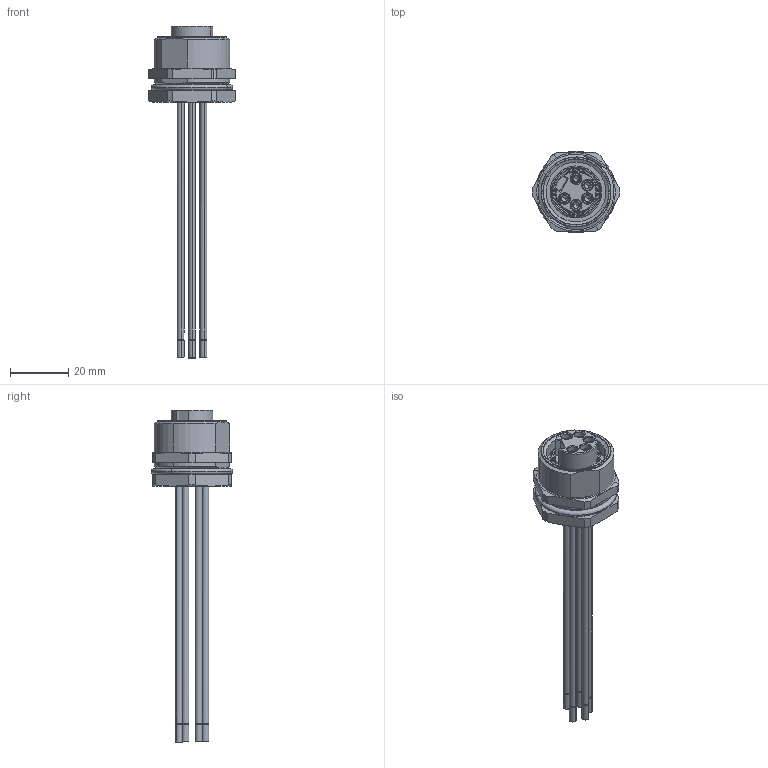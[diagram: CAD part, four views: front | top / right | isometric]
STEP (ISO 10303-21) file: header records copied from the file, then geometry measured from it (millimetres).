
FILE_DESCRIPTION(('CATIA V5 STEP Exchange','CAx-IF Rec.Pracs.--- Model Styling and Organization---1.4--- 2014-01-23'),'2;1');
FILE_NAME ('010798-2_0', '2021-01-01T11:22:36+00:00', ('none'), ('Weidmueller'), 'CATIA Version 5-6 Release 2016 SP3 HF44', 'CATIA V5 STEP AP214', 'none');
FILE_SCHEMA(('AUTOMOTIVE_DESIGN { 1 0 10303 214 1 1 1 1 }'));
Length unit declared in the file: millimetre
Products named in the file (1): 1292520000
Bounding box: 29.99 x 28 x 113.8 mm (x, y, z)
Volume: 13837.5 mm3; surface area: 9801.4 mm2
Topology: 9 solids, 9 shells, 241 faces, 516 edges, 308 vertices
Faces by surface type: cylinder 86, cone 66, plane 59, torus 30
Entity records: 6941 total; most frequent: CARTESIAN_POINT 2011, ORIENTED_EDGE 1012, DIRECTION 879, EDGE_CURVE 506, AXIS2_PLACEMENT_3D 469, VERTEX_POINT 308, EDGE_LOOP 270, ADVANCED_FACE 241
